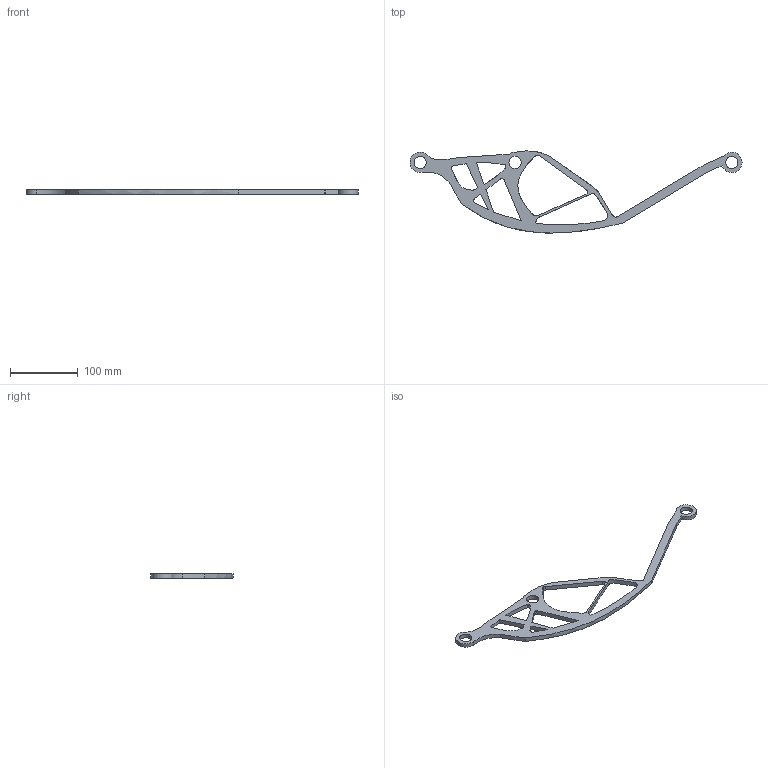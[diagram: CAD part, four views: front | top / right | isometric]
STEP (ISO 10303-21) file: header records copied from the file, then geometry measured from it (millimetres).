
FILE_DESCRIPTION(/* description */ (''),/* implementation_level */ '2;1');
FILE_NAME(/* name */ 'GenDes2Fixedv26.step',/* time_stamp */ '2024-02-16T16:14:57Z',/* author */ (''),/* organization */ (''),/* preprocessor_version */ 'ST-DEVELOPER v20',/* originating_system */ 'Autodesk Translation Framework v12.20.1.177',/* authorisation */ '');
FILE_SCHEMA (('AUTOMOTIVE_DESIGN { 1 0 10303 214 3 1 1 }'));
Length unit declared in the file: millimetre
Products named in the file (1): GenDes2Fixed
Bounding box: 489.96 x 121.33 x 6.3 mm (x, y, z)
Volume: 81961.5 mm3; surface area: 40761.6 mm2
Topology: 1 solids, 1 shells, 50 faces, 144 edges, 96 vertices
Faces by surface type: plane 19, bspline 19, cylinder 12
Full cylindrical faces by diameter (mm): 18 x3
Entity records: 3033 total; most frequent: CARTESIAN_POINT 1803, ORIENTED_EDGE 288, DIRECTION 183, EDGE_CURVE 144, VERTEX_POINT 96, LINE 71, VECTOR 71, EDGE_LOOP 68
